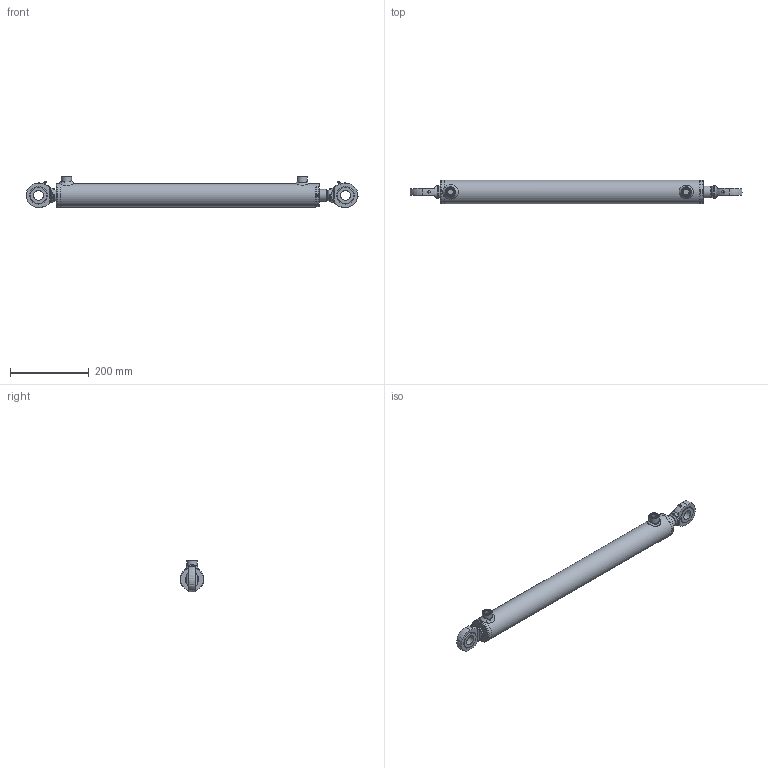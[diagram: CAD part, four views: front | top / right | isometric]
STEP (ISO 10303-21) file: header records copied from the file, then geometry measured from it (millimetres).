
FILE_DESCRIPTION(/* description */ ('Unknown'),/* implementation_level */ '2;1');
FILE_NAME(/* name */ 'M03.3 050 030 550 188209',/* time_stamp */ '2025-09-16T11:53:36+02:00',/* author */ ('Unknown'),/* organization */ ('Unknown'),/* preprocessor_version */ 'ST-DEVELOPER v18.104',/* originating_system */ 'Solid Edge',/* authorisation */ 'Unknown');
FILE_SCHEMA (('AUTOMOTIVE_DESIGN {1 0 10303 214 3 1 1}'));
Length unit declared in the file: millimetre
Products named in the file (3): M03.3 050 030 550 188209; Gelenkauge Ø25 901205; 188053
Assembly tree (3 placements, depth 2):
  M03.3 050 030 550 188209
    Gelenkauge Ø25 901205  x2
    188053
Bounding box: 843.53 x 60 x 81 mm (x, y, z)
Volume: 1287121.7 mm3; surface area: 382187.6 mm2
Topology: 18 solids, 18 shells, 281 faces, 590 edges, 360 vertices
Faces by surface type: plane 102, cylinder 69, torus 46, cone 42, bspline 18, sphere 4
Full cylindrical faces by diameter (mm): 4 x2, 4.25 x1, 5 x2, 7 x2, 14.924 x2, 14.95 x2, 16 x2, 16.6 x2, 19.4 x1, 20 x5, 22 x2, 24.5 x1, 25 x2, 26 x2, 30 x5, 32 x1, 33 x1, 33.5 x2, 34 x1, 38.6 x1, 40 x1, 45 x1, 45.41 x2, 48.66 x2, 49.9 x1, 50 x1, 50.3 x1, 50.5 x1, 50.6 x1, 51 x1
Entity records: 9436 total; most frequent: CARTESIAN_POINT 4393, DIRECTION 886, ORIENTED_EDGE 614, FACE_BOUND 431, EDGE_LOOP 426, AXIS2_PLACEMENT_3D 421, EDGE_CURVE 307, VERTEX_POINT 260
